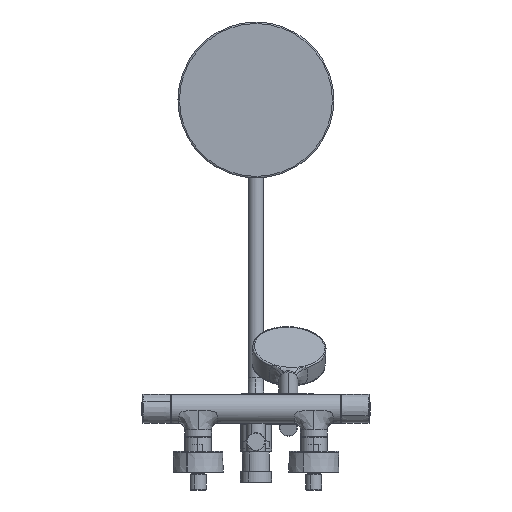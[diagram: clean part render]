
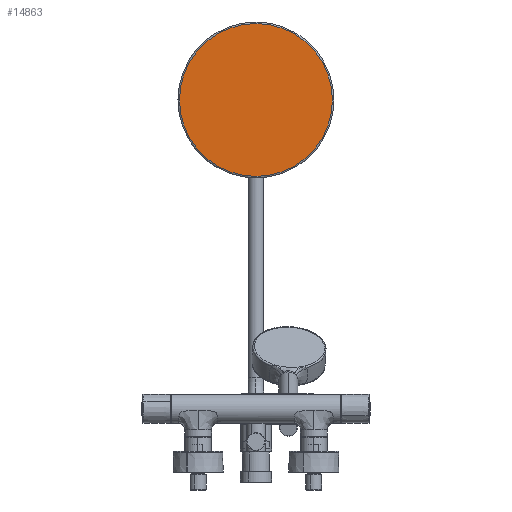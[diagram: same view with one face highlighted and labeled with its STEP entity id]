
A CAD part, front view. The second image highlights one B-rep face of the part: STEP entity #14863.
In plain terms, the highlighted planar face has unit normal (0, -1, 0).
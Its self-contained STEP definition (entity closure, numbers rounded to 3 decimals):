
#1852 = DIRECTION ( 'NONE',  ( 0., 0., -1. ) ) ;
#4612 = EDGE_LOOP ( 'NONE', ( #7454, #11012 ) ) ;
#5121 = CARTESIAN_POINT ( 'NONE',  ( 0., 987.8, 400. ) ) ;
#5665 = DIRECTION ( 'NONE',  ( 1., 0., 0. ) ) ;
#7110 = CIRCLE ( 'NONE', #28278, 99. ) ;
#7263 = AXIS2_PLACEMENT_3D ( 'NONE', #5121, #23711, #26051 ) ;
#7454 = ORIENTED_EDGE ( 'NONE', *, *, #15308, .T. ) ;
#7841 = VERTEX_POINT ( 'NONE', #10469 ) ;
#8789 = CARTESIAN_POINT ( 'NONE',  ( 0., 987.8, 400. ) ) ;
#10469 = CARTESIAN_POINT ( 'NONE',  ( -99., 987.8, 400. ) ) ;
#11012 = ORIENTED_EDGE ( 'NONE', *, *, #13422, .T. ) ;
#12880 = VERTEX_POINT ( 'NONE', #26867 ) ;
#13422 = EDGE_CURVE ( 'NONE', #12880, #7841, #20224, .T. ) ;
#14863 = ADVANCED_FACE ( 'NONE', ( #22337 ), #29005, .T. ) ;
#15308 = EDGE_CURVE ( 'NONE', #7841, #12880, #7110, .T. ) ;
#15860 = AXIS2_PLACEMENT_3D ( 'NONE', #17495, #19620, #5665 ) ;
#17495 = CARTESIAN_POINT ( 'NONE',  ( 0., 987.8, 400. ) ) ;
#18151 = DIRECTION ( 'NONE',  ( 0., -1., 0. ) ) ;
#19620 = DIRECTION ( 'NONE',  ( 0., -1., 0. ) ) ;
#20224 = CIRCLE ( 'NONE', #7263, 99. ) ;
#22337 = FACE_OUTER_BOUND ( 'NONE', #4612, .T. ) ;
#23711 = DIRECTION ( 'NONE',  ( 0., -1., 0. ) ) ;
#26051 = DIRECTION ( 'NONE',  ( 0., 0., -1. ) ) ;
#26867 = CARTESIAN_POINT ( 'NONE',  ( 99., 987.8, 400. ) ) ;
#28278 = AXIS2_PLACEMENT_3D ( 'NONE', #8789, #18151, #1852 ) ;
#29005 = PLANE ( 'NONE',  #15860 ) ;
